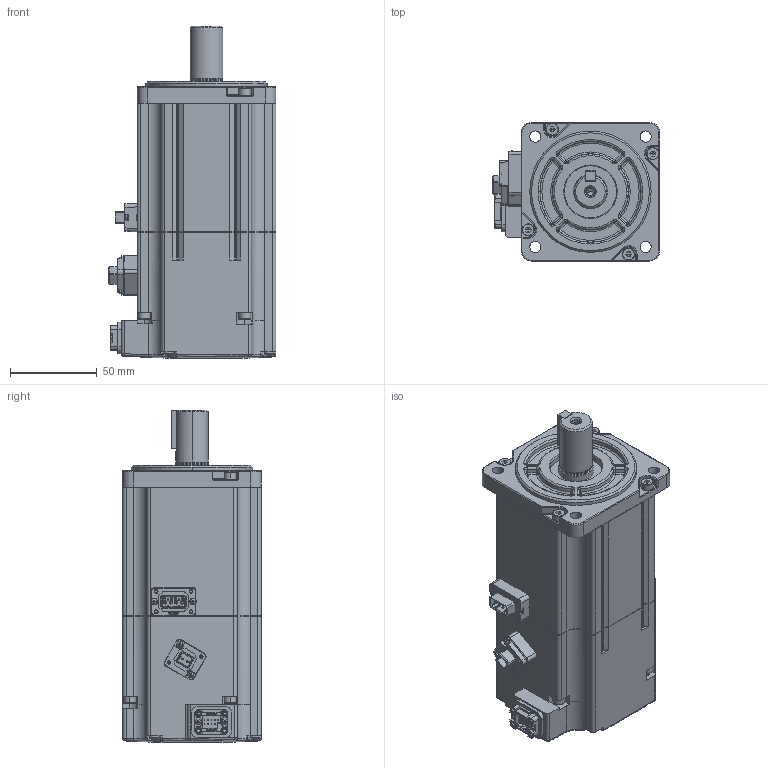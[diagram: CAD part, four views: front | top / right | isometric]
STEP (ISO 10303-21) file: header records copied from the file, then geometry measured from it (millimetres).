
FILE_DESCRIPTION (( 'STEP AP203' ), '1' );
FILE_NAME ('4611170001611.STEP', '2024-01-22T06:08:24', ( 'Windows User' ), ( 'P R C' ), 'SwSTEP 2.0', 'SolidWorks 2022', '' );
FILE_SCHEMA (( 'CONFIG_CONTROL_DESIGN' ));
Products named in the file (1): 4611170001611
Bounding box: 96.7 x 80 x 191.5 mm (x, y, z)
Surface area: 82128.6 mm2 (no closed solid volume)
Topology: 0 solids, 44 shells, 4489 faces, 12410 edges, 7924 vertices
Faces by surface type: plane 2362, cylinder 1471, bspline 332, cone 153, torus 125, sphere 46
Entity records: 159765 total; most frequent: CARTESIAN_POINT 50163, ORIENTED_EDGE 24115, DIRECTION 20758, EDGE_CURVE 12324, VERTEX_POINT 7920, LINE 6996, VECTOR 6996, AXIS2_PLACEMENT_3D 6881
